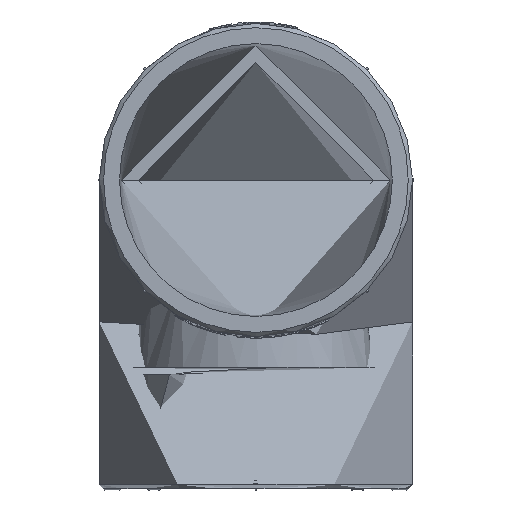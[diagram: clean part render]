
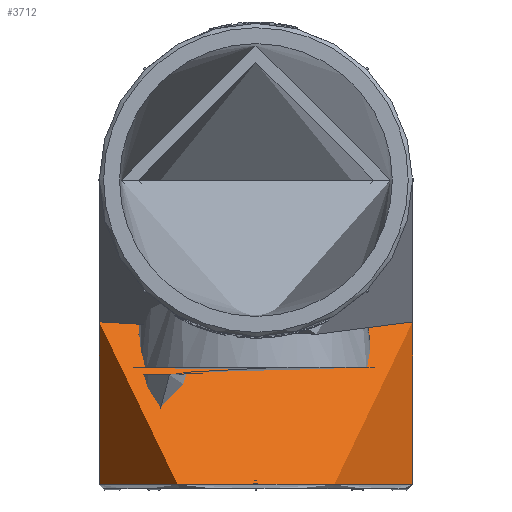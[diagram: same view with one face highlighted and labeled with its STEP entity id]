
A CAD part, front view. The second image highlights one B-rep face of the part: STEP entity #3712.
In plain terms, the highlighted cylindrical face has radius 29 mm (diameter 58 mm), a full revolution.
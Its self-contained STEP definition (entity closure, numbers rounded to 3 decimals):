
#3712=ADVANCED_FACE('',(#5807,#5808),#5578,.T.);
#5578=CYLINDRICAL_SURFACE('',#35938,29.);
#5698=B_SPLINE_CURVE_WITH_KNOTS('',3,(#51070,#51071,#51072,#51073,#51074,
#51075,#51076,#51077,#51078,#51079,#51080,#51081,#51082,#51083,#51084,#51085,
#51086,#51087,#51088,#51089,#51090,#51091,#51092,#51093,#51094,#51095,#51096,
#51097,#51098,#51099,#51100,#51101,#51102,#51103,#51104,#51105,#51106,#51107,
#51108,#51109,#51110,#51111,#51112,#51113,#51114,#51115,#51116,#51117,#51118,
#51119,#51120,#51121,#51122),.UNSPECIFIED.,.F.,.F.,(4,2,2,2,2,2,2,2,2,2,
2,2,2,2,2,2,2,2,2,2,2,2,2,1,2,2,4),(0.,0.063,0.094,
0.109,0.117,0.121,0.125,
0.188,0.219,0.234,0.242,
0.25,0.375,0.5,0.625,
0.688,0.719,0.734,0.742,
0.75,0.813,0.844,0.859,
0.867,0.871,0.875,1.),.UNSPECIFIED.);
#5807=FACE_BOUND('',#5917,.T.);
#5808=FACE_BOUND('',#5918,.T.);
#5917=EDGE_LOOP('',(#16051));
#5918=EDGE_LOOP('',(#16052,#16053));
#16051=ORIENTED_EDGE('',*,*,#30434,.F.);
#16052=ORIENTED_EDGE('',*,*,#30435,.T.);
#16053=ORIENTED_EDGE('',*,*,#30436,.T.);
#26817=VERTEX_POINT('',#51066);
#26818=VERTEX_POINT('',#51068);
#26819=VERTEX_POINT('',#51069);
#30434=EDGE_CURVE('',#26817,#26817,#34588,.T.);
#30435=EDGE_CURVE('',#26818,#26819,#34589,.T.);
#30436=EDGE_CURVE('',#26819,#26818,#5698,.T.);
#34588=CIRCLE('',#35936,29.);
#34589=CIRCLE('',#35937,29.);
#35936=AXIS2_PLACEMENT_3D('',#51065,#40927,#40928);
#35937=AXIS2_PLACEMENT_3D('',#51067,#40929,#40930);
#35938=AXIS2_PLACEMENT_3D('',#51123,#40931,#40932);
#40927=DIRECTION('',(0.,0.,-1.));
#40928=DIRECTION('',(1.,0.,0.));
#40929=DIRECTION('',(0.,0.,-1.));
#40930=DIRECTION('',(1.,0.,0.));
#40931=DIRECTION('',(0.,0.,1.));
#40932=DIRECTION('',(-1.,0.,0.));
#51065=CARTESIAN_POINT('',(0.,-92.773,-569.997));
#51066=CARTESIAN_POINT('',(29.,-92.773,-569.997));
#51067=CARTESIAN_POINT('',(0.,-92.773,-539.9));
#51068=CARTESIAN_POINT('',(-29.,-92.773,-539.9));
#51069=CARTESIAN_POINT('',(29.,-92.773,-539.9));
#51070=CARTESIAN_POINT('',(29.,-92.773,-539.9));
#51071=CARTESIAN_POINT('',(29.,-95.282,-540.311));
#51072=CARTESIAN_POINT('',(28.679,-97.472,-540.668));
#51073=CARTESIAN_POINT('',(28.041,-100.229,-541.121));
#51074=CARTESIAN_POINT('',(27.801,-101.062,-541.258));
#51075=CARTESIAN_POINT('',(27.433,-102.184,-541.443));
#51076=CARTESIAN_POINT('',(27.309,-102.538,-541.501));
#51077=CARTESIAN_POINT('',(27.123,-103.037,-541.583));
#51078=CARTESIAN_POINT('',(27.062,-103.198,-541.61));
#51079=CARTESIAN_POINT('',(26.97,-103.432,-541.648));
#51080=CARTESIAN_POINT('',(26.939,-103.509,-541.661));
#51081=CARTESIAN_POINT('',(26.879,-103.66,-541.686));
#51082=CARTESIAN_POINT('',(26.868,-103.688,-541.69));
#51083=CARTESIAN_POINT('',(26.027,-105.731,-542.026));
#51084=CARTESIAN_POINT('',(25.065,-107.481,-542.312));
#51085=CARTESIAN_POINT('',(23.471,-109.832,-542.698));
#51086=CARTESIAN_POINT('',(22.914,-110.57,-542.819));
#51087=CARTESIAN_POINT('',(22.054,-111.61,-542.99));
#51088=CARTESIAN_POINT('',(21.762,-111.945,-543.045));
#51089=CARTESIAN_POINT('',(21.32,-112.432,-543.125));
#51090=CARTESIAN_POINT('',(21.172,-112.592,-543.151));
#51091=CARTESIAN_POINT('',(20.874,-112.905,-543.203));
#51092=CARTESIAN_POINT('',(20.751,-113.032,-543.224));
#51093=CARTESIAN_POINT('',(17.739,-116.064,-543.721));
#51094=CARTESIAN_POINT('',(14.385,-118.24,-544.072));
#51095=CARTESIAN_POINT('',(7.315,-121.093,-544.541));
#51096=CARTESIAN_POINT('',(3.601,-121.773,-544.658));
#51097=CARTESIAN_POINT('',(-3.601,-121.773,-544.658));
#51098=CARTESIAN_POINT('',(-7.314,-121.093,-544.541));
#51099=CARTESIAN_POINT('',(-12.617,-118.953,-544.189));
#51100=CARTESIAN_POINT('',(-14.339,-118.055,-544.043));
#51101=CARTESIAN_POINT('',(-16.792,-116.437,-543.78));
#51102=CARTESIAN_POINT('',(-17.587,-115.852,-543.685));
#51103=CARTESIAN_POINT('',(-18.74,-114.91,-543.531));
#51104=CARTESIAN_POINT('',(-19.117,-114.585,-543.478));
#51105=CARTESIAN_POINT('',(-19.672,-114.081,-543.396));
#51106=CARTESIAN_POINT('',(-19.855,-113.911,-543.368));
#51107=CARTESIAN_POINT('',(-20.218,-113.565,-543.311));
#51108=CARTESIAN_POINT('',(-20.424,-113.362,-543.278));
#51109=CARTESIAN_POINT('',(-21.777,-112.,-543.054));
#51110=CARTESIAN_POINT('',(-22.939,-110.615,-542.826));
#51111=CARTESIAN_POINT('',(-24.533,-108.265,-542.441));
#51112=CARTESIAN_POINT('',(-25.039,-107.436,-542.305));
#51113=CARTESIAN_POINT('',(-25.748,-106.125,-542.09));
#51114=CARTESIAN_POINT('',(-25.976,-105.677,-542.017));
#51115=CARTESIAN_POINT('',(-26.303,-104.988,-541.904));
#51116=CARTESIAN_POINT('',(-26.463,-104.64,-541.847));
#51117=CARTESIAN_POINT('',(-26.617,-104.285,-541.788));
#51118=CARTESIAN_POINT('',(-26.719,-104.048,-541.749));
#51119=CARTESIAN_POINT('',(-26.788,-103.881,-541.722));
#51120=CARTESIAN_POINT('',(-27.78,-101.47,-541.327));
#51121=CARTESIAN_POINT('',(-29.,-97.791,-540.723));
#51122=CARTESIAN_POINT('',(-29.,-92.773,-539.9));
#51123=CARTESIAN_POINT('',(0.,-92.773,-541.355));
